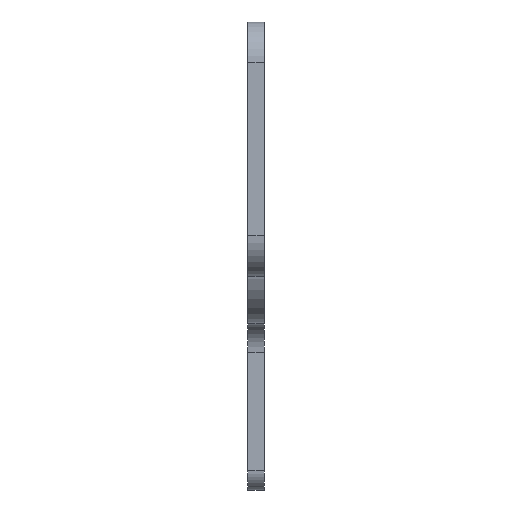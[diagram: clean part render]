
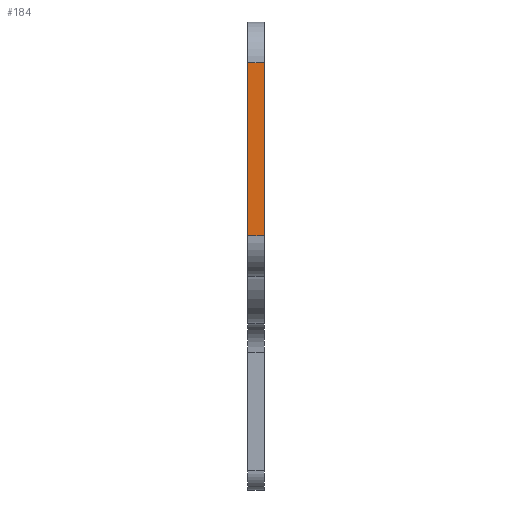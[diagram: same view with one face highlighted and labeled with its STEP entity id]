
A CAD part, left-side view. The second image highlights one B-rep face of the part: STEP entity #184.
In plain terms, the highlighted planar face has unit normal (-1, 0, 0).
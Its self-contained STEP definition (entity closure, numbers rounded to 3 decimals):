
#4 = LINE ( 'NONE', #537, #44 ) ;
#44 = VECTOR ( 'NONE', #657, 1000. ) ;
#77 = DIRECTION ( 'NONE',  ( 0., 0., -1. ) ) ;
#157 = DIRECTION ( 'NONE',  ( 0., 1., 0. ) ) ;
#184 = ADVANCED_FACE ( 'NONE', ( #944 ), #1481, .F. ) ;
#256 = CARTESIAN_POINT ( 'NONE',  ( -166.869, 5.387, 48.27 ) ) ;
#275 = EDGE_CURVE ( 'NONE', #538, #497, #994, .T. ) ;
#279 = CARTESIAN_POINT ( 'NONE',  ( -166.869, 5.387, 45.27 ) ) ;
#300 = VERTEX_POINT ( 'NONE', #337 ) ;
#337 = CARTESIAN_POINT ( 'NONE',  ( -166.869, 7.087, 48.27 ) ) ;
#343 = ORIENTED_EDGE ( 'NONE', *, *, #919, .F. ) ;
#356 = VECTOR ( 'NONE', #157, 1000. ) ;
#437 = EDGE_CURVE ( 'NONE', #300, #962, #1282, .T. ) ;
#469 = EDGE_LOOP ( 'NONE', ( #584, #343, #1701, #1003 ) ) ;
#497 = VERTEX_POINT ( 'NONE', #1479 ) ;
#537 = CARTESIAN_POINT ( 'NONE',  ( -166.869, 5.387, 30.27 ) ) ;
#538 = VERTEX_POINT ( 'NONE', #1346 ) ;
#584 = ORIENTED_EDGE ( 'NONE', *, *, #437, .T. ) ;
#634 = DIRECTION ( 'NONE',  ( 0., 0., -1. ) ) ;
#657 = DIRECTION ( 'NONE',  ( 0., 1., 0. ) ) ;
#729 = VECTOR ( 'NONE', #634, 1000. ) ;
#810 = DIRECTION ( 'NONE',  ( 1., 0., 0. ) ) ;
#893 = EDGE_CURVE ( 'NONE', #538, #300, #1361, .T. ) ;
#919 = EDGE_CURVE ( 'NONE', #497, #962, #4, .T. ) ;
#937 = CARTESIAN_POINT ( 'NONE',  ( -166.869, 7.087, 30.27 ) ) ;
#944 = FACE_OUTER_BOUND ( 'NONE', #469, .T. ) ;
#962 = VERTEX_POINT ( 'NONE', #937 ) ;
#994 = LINE ( 'NONE', #1390, #1351 ) ;
#1003 = ORIENTED_EDGE ( 'NONE', *, *, #893, .T. ) ;
#1282 = LINE ( 'NONE', #1557, #729 ) ;
#1346 = CARTESIAN_POINT ( 'NONE',  ( -166.869, 5.387, 48.27 ) ) ;
#1351 = VECTOR ( 'NONE', #77, 1000. ) ;
#1359 = DIRECTION ( 'NONE',  ( 0., 1., 0. ) ) ;
#1361 = LINE ( 'NONE', #256, #356 ) ;
#1376 = AXIS2_PLACEMENT_3D ( 'NONE', #279, #810, #1359 ) ;
#1390 = CARTESIAN_POINT ( 'NONE',  ( -166.869, 5.387, 33.27 ) ) ;
#1479 = CARTESIAN_POINT ( 'NONE',  ( -166.869, 5.387, 30.27 ) ) ;
#1481 = PLANE ( 'NONE',  #1376 ) ;
#1557 = CARTESIAN_POINT ( 'NONE',  ( -166.869, 7.087, 45.27 ) ) ;
#1701 = ORIENTED_EDGE ( 'NONE', *, *, #275, .F. ) ;
